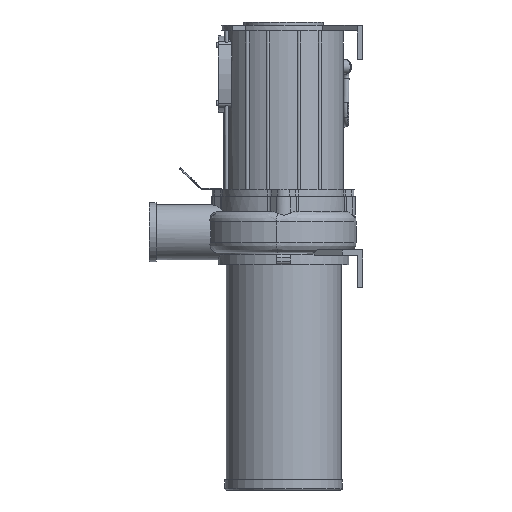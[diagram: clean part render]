
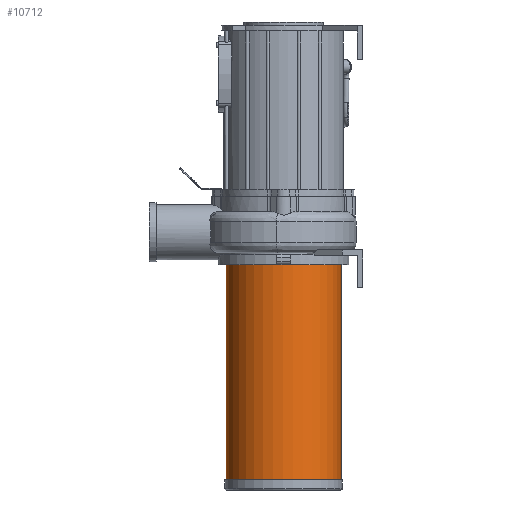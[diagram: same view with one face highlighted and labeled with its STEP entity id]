
A CAD part, left-side view. The second image highlights one B-rep face of the part: STEP entity #10712.
In plain terms, the highlighted cylindrical face has radius 83.5 mm (diameter 167 mm), a full revolution.
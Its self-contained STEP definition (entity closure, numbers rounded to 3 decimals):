
#667=CYLINDRICAL_SURFACE('',#11526,83.5);
#736=FACE_BOUND('',#1907,.T.);
#1246=FACE_OUTER_BOUND('',#1906,.T.);
#1906=EDGE_LOOP('',(#9103));
#1907=EDGE_LOOP('',(#9104));
#3877=CIRCLE('',#11521,83.5);
#3880=CIRCLE('',#11527,83.5);
#4836=VERTEX_POINT('',#18890);
#4839=VERTEX_POINT('',#18899);
#6274=EDGE_CURVE('',#4836,#4836,#3877,.T.);
#6277=EDGE_CURVE('',#4839,#4839,#3880,.T.);
#9103=ORIENTED_EDGE('',*,*,#6274,.T.);
#9104=ORIENTED_EDGE('',*,*,#6277,.F.);
#10712=ADVANCED_FACE('',(#1246,#736),#667,.T.);
#11521=AXIS2_PLACEMENT_3D('',#18891,#13857,#13858);
#11526=AXIS2_PLACEMENT_3D('',#18898,#13867,#13868);
#11527=AXIS2_PLACEMENT_3D('',#18900,#13869,#13870);
#13857=DIRECTION('center_axis',(0.,0.,-1.));
#13858=DIRECTION('ref_axis',(-1.,0.,0.));
#13867=DIRECTION('center_axis',(0.,0.,1.));
#13868=DIRECTION('ref_axis',(-1.,0.,0.));
#13869=DIRECTION('center_axis',(0.,0.,-1.));
#13870=DIRECTION('ref_axis',(-1.,0.,0.));
#18890=CARTESIAN_POINT('',(83.5,0.,312.));
#18891=CARTESIAN_POINT('Origin',(0.,0.,312.));
#18898=CARTESIAN_POINT('Origin',(0.,0.,0.));
#18899=CARTESIAN_POINT('',(83.5,0.,0.));
#18900=CARTESIAN_POINT('Origin',(0.,0.,0.));
